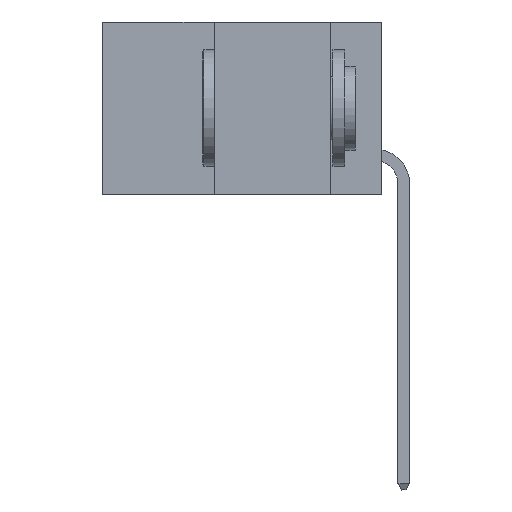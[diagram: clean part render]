
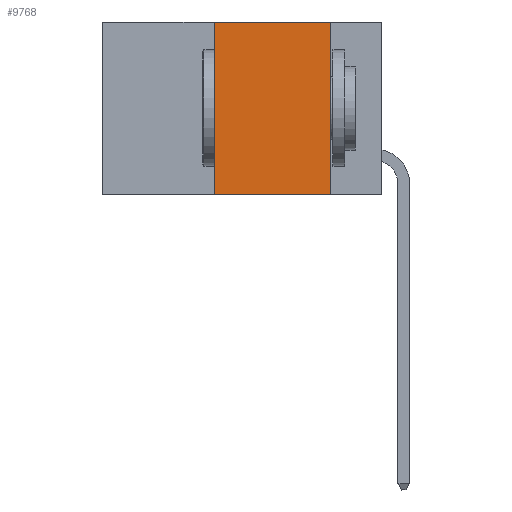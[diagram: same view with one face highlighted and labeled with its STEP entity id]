
A CAD part, left-side view. The second image highlights one B-rep face of the part: STEP entity #9768.
In plain terms, the highlighted planar face has unit normal (-1, 0, 0).
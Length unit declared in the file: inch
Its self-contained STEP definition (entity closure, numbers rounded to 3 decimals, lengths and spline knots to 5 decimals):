
#51 = DIRECTION ( 'NONE',  ( 0., -1., 0. ) ) ;
#605 = LINE ( 'NONE', #6646, #10532 ) ;
#783 = DIRECTION ( 'NONE',  ( 1., 0., 0. ) ) ;
#1654 = VECTOR ( 'NONE', #6130, 39.37008 ) ;
#1782 = VERTEX_POINT ( 'NONE', #14856 ) ;
#1887 = DIRECTION ( 'NONE',  ( 0., 0., -1. ) ) ;
#2396 = VECTOR ( 'NONE', #51, 39.37008 ) ;
#2797 = DIRECTION ( 'NONE',  ( 0., 0., -1. ) ) ;
#3176 = LINE ( 'NONE', #9720, #1654 ) ;
#4615 = ORIENTED_EDGE ( 'NONE', *, *, #11927, .F. ) ;
#5417 = EDGE_LOOP ( 'NONE', ( #6869, #4615, #13453, #13549 ) ) ;
#6130 = DIRECTION ( 'NONE',  ( 0., 0., 1. ) ) ;
#6401 = VERTEX_POINT ( 'NONE', #7969 ) ;
#6646 = CARTESIAN_POINT ( 'NONE',  ( 0., 0.11, 0. ) ) ;
#6869 = ORIENTED_EDGE ( 'NONE', *, *, #11022, .F. ) ;
#7969 = CARTESIAN_POINT ( 'NONE',  ( 0., 0.36, 0. ) ) ;
#8153 = VERTEX_POINT ( 'NONE', #14275 ) ;
#9720 = CARTESIAN_POINT ( 'NONE',  ( 0., 0.36, 0. ) ) ;
#9768 = ADVANCED_FACE ( 'NONE', ( #12337 ), #15369, .F. ) ;
#10078 = DIRECTION ( 'NONE',  ( 0., -1., 0. ) ) ;
#10385 = CARTESIAN_POINT ( 'NONE',  ( 0., 0.36, -0.37 ) ) ;
#10432 = LINE ( 'NONE', #13339, #2396 ) ;
#10532 = VECTOR ( 'NONE', #2797, 39.37008 ) ;
#11022 = EDGE_CURVE ( 'NONE', #1782, #8153, #605, .T. ) ;
#11092 = LINE ( 'NONE', #13747, #11291 ) ;
#11291 = VECTOR ( 'NONE', #10078, 39.37008 ) ;
#11631 = CARTESIAN_POINT ( 'NONE',  ( 0., 0.6, 0. ) ) ;
#11927 = EDGE_CURVE ( 'NONE', #6401, #1782, #11092, .T. ) ;
#12337 = FACE_OUTER_BOUND ( 'NONE', #5417, .T. ) ;
#13339 = CARTESIAN_POINT ( 'NONE',  ( 0., 0.6, -0.37 ) ) ;
#13453 = ORIENTED_EDGE ( 'NONE', *, *, #14137, .F. ) ;
#13459 = AXIS2_PLACEMENT_3D ( 'NONE', #11631, #783, #1887 ) ;
#13549 = ORIENTED_EDGE ( 'NONE', *, *, #14768, .T. ) ;
#13747 = CARTESIAN_POINT ( 'NONE',  ( 0., 0.6, 0. ) ) ;
#13757 = VERTEX_POINT ( 'NONE', #10385 ) ;
#14137 = EDGE_CURVE ( 'NONE', #13757, #6401, #3176, .T. ) ;
#14275 = CARTESIAN_POINT ( 'NONE',  ( 0., 0.11, -0.37 ) ) ;
#14768 = EDGE_CURVE ( 'NONE', #13757, #8153, #10432, .T. ) ;
#14856 = CARTESIAN_POINT ( 'NONE',  ( 0., 0.11, 0. ) ) ;
#15369 = PLANE ( 'NONE',  #13459 ) ;
